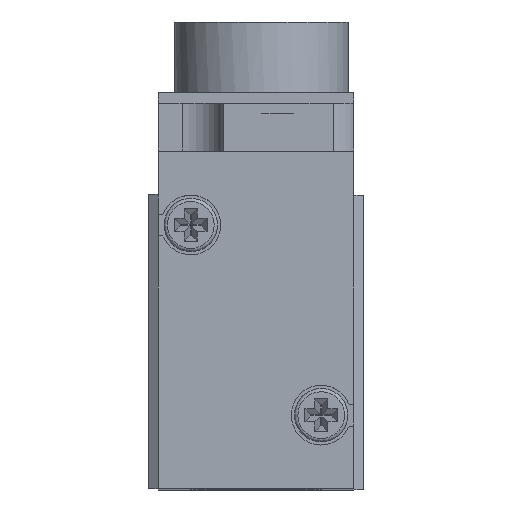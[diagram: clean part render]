
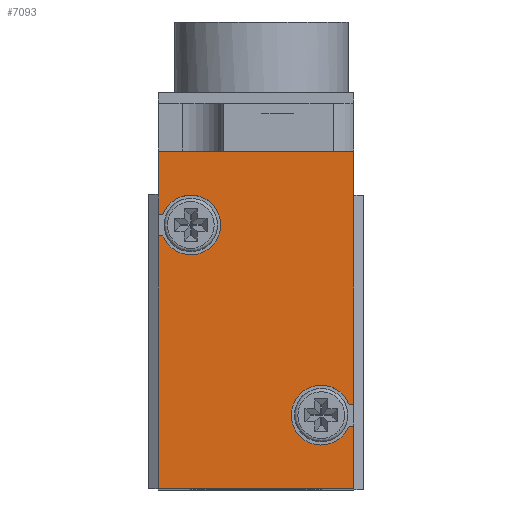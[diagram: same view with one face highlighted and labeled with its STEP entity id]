
A CAD part, top view. The second image highlights one B-rep face of the part: STEP entity #7093.
In plain terms, the highlighted planar face has unit normal (0, 0, 1).
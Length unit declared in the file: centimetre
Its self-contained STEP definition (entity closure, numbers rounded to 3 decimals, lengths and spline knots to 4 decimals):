
#136=PLANE($,#7525);
#436=LINE($,#10143,#1182);
#437=LINE($,#10144,#1183);
#438=LINE($,#10146,#1184);
#439=LINE($,#10148,#1185);
#440=LINE($,#10150,#1186);
#441=LINE($,#10152,#1187);
#442=LINE($,#10154,#1188);
#443=LINE($,#10158,#1189);
#444=LINE($,#10160,#1190);
#445=LINE($,#10161,#1191);
#1182=VECTOR($,#8167,0.575);
#1183=VECTOR($,#8168,0.0438);
#1184=VECTOR($,#8169,0.0438);
#1185=VECTOR($,#8170,2.325);
#1186=VECTOR($,#8171,1.8);
#1187=VECTOR($,#8172,0.575);
#1188=VECTOR($,#8173,0.0438);
#1189=VECTOR($,#8176,0.0438);
#1190=VECTOR($,#8177,2.325);
#1191=VECTOR($,#8178,1.8);
#2098=FACE_OUTER_BOUND($,#2510,.T.);
#2510=EDGE_LOOP($,(#5002,#5003,#5004,#5005,#5006,#5007,#5008,#5009,#5010,
#5011,#5012,#5013));
#2991=CIRCLE($,#7521,0.275);
#2993=CIRCLE($,#7526,0.275);
#3201=VERTEX_POINT($,#10120);
#3202=VERTEX_POINT($,#10122);
#3209=VERTEX_POINT($,#10141);
#3210=VERTEX_POINT($,#10142);
#3211=VERTEX_POINT($,#10145);
#3212=VERTEX_POINT($,#10147);
#3213=VERTEX_POINT($,#10149);
#3214=VERTEX_POINT($,#10151);
#3215=VERTEX_POINT($,#10153);
#3216=VERTEX_POINT($,#10155);
#3217=VERTEX_POINT($,#10157);
#3218=VERTEX_POINT($,#10159);
#3937=EDGE_CURVE($,#3201,#3202,#2991,.T.);
#3946=EDGE_CURVE($,#3209,#3210,#436,.T.);
#3947=EDGE_CURVE($,#3209,#3202,#437,.T.);
#3948=EDGE_CURVE($,#3201,#3211,#438,.T.);
#3949=EDGE_CURVE($,#3212,#3211,#439,.T.);
#3950=EDGE_CURVE($,#3213,#3212,#440,.T.);
#3951=EDGE_CURVE($,#3214,#3213,#441,.T.);
#3952=EDGE_CURVE($,#3214,#3215,#442,.T.);
#3953=EDGE_CURVE($,#3216,#3215,#2993,.T.);
#3954=EDGE_CURVE($,#3216,#3217,#443,.T.);
#3955=EDGE_CURVE($,#3218,#3217,#444,.T.);
#3956=EDGE_CURVE($,#3210,#3218,#445,.T.);
#5002=ORIENTED_EDGE($,*,*,#3946,.F.);
#5003=ORIENTED_EDGE($,*,*,#3947,.T.);
#5004=ORIENTED_EDGE($,*,*,#3937,.F.);
#5005=ORIENTED_EDGE($,*,*,#3948,.T.);
#5006=ORIENTED_EDGE($,*,*,#3949,.F.);
#5007=ORIENTED_EDGE($,*,*,#3950,.F.);
#5008=ORIENTED_EDGE($,*,*,#3951,.F.);
#5009=ORIENTED_EDGE($,*,*,#3952,.T.);
#5010=ORIENTED_EDGE($,*,*,#3953,.F.);
#5011=ORIENTED_EDGE($,*,*,#3954,.T.);
#5012=ORIENTED_EDGE($,*,*,#3955,.F.);
#5013=ORIENTED_EDGE($,*,*,#3956,.F.);
#7093=ADVANCED_FACE($,(#2098),#136,.T.);
#7521=AXIS2_PLACEMENT_3D($,#10123,#8150,#8151);
#7525=AXIS2_PLACEMENT_3D($,#10140,#8165,#8166);
#7526=AXIS2_PLACEMENT_3D($,#10156,#8174,#8175);
#8150=DIRECTION('center_axis',(0.,0.,1.));
#8151=DIRECTION('ref_axis',(1.,0.,0.));
#8165=DIRECTION('center_axis',(0.,0.,1.));
#8166=DIRECTION('ref_axis',(1.,0.,0.));
#8167=DIRECTION($,(0.,1.,0.));
#8168=DIRECTION($,(1.,0.,0.));
#8169=DIRECTION($,(-1.,0.,0.));
#8170=DIRECTION($,(0.,1.,0.));
#8171=DIRECTION($,(-1.,0.,0.));
#8172=DIRECTION($,(0.,-1.,0.));
#8173=DIRECTION($,(-1.,0.,0.));
#8174=DIRECTION('center_axis',(0.,0.,1.));
#8175=DIRECTION('ref_axis',(1.,0.,0.));
#8176=DIRECTION($,(1.,0.,0.));
#8177=DIRECTION($,(0.,-1.,0.));
#8178=DIRECTION($,(1.,0.,0.));
#10120=CARTESIAN_POINT('',(-0.8562,0.775,1.15));
#10122=CARTESIAN_POINT('',(-0.8562,0.975,1.15));
#10123=CARTESIAN_POINT('Origin',(-0.6,0.875,1.15));
#10140=CARTESIAN_POINT('Origin',(-0.9,1.55,1.15));
#10141=CARTESIAN_POINT('',(-0.9,0.975,1.15));
#10142=CARTESIAN_POINT('',(-0.9,1.55,1.15));
#10143=CARTESIAN_POINT($,(-0.9,-1.55,1.15));
#10144=CARTESIAN_POINT($,(-0.9,0.975,1.15));
#10145=CARTESIAN_POINT('',(-0.9,0.775,1.15));
#10146=CARTESIAN_POINT($,(-0.9,0.775,1.15));
#10147=CARTESIAN_POINT('',(-0.9,-1.55,1.15));
#10148=CARTESIAN_POINT($,(-0.9,-1.55,1.15));
#10149=CARTESIAN_POINT('',(0.9,-1.55,1.15));
#10150=CARTESIAN_POINT($,(0.9,-1.55,1.15));
#10151=CARTESIAN_POINT('',(0.9,-0.975,1.15));
#10152=CARTESIAN_POINT($,(0.9,-1.55,1.15));
#10153=CARTESIAN_POINT('',(0.8562,-0.975,1.15));
#10154=CARTESIAN_POINT($,(-0.9,-0.975,1.15));
#10155=CARTESIAN_POINT('',(0.8562,-0.775,1.15));
#10156=CARTESIAN_POINT('Origin',(0.6,-0.875,1.15));
#10157=CARTESIAN_POINT('',(0.9,-0.775,1.15));
#10158=CARTESIAN_POINT($,(-0.9,-0.775,1.15));
#10159=CARTESIAN_POINT('',(0.9,1.55,1.15));
#10160=CARTESIAN_POINT($,(0.9,-1.55,1.15));
#10161=CARTESIAN_POINT($,(0.9,1.55,1.15));
